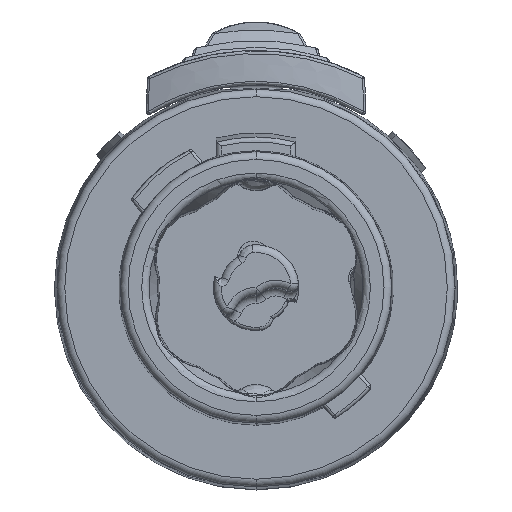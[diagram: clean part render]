
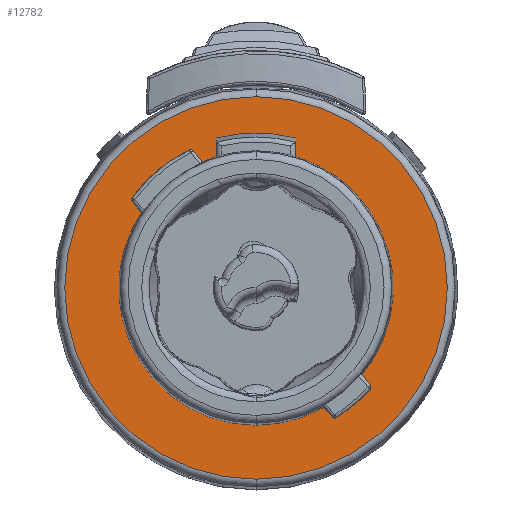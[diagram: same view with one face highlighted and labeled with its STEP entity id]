
A CAD part, top view. The second image highlights one B-rep face of the part: STEP entity #12782.
In plain terms, the highlighted planar face has unit normal (0, 0, 1).
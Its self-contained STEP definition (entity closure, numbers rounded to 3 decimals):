
#340=CARTESIAN_POINT('',(0.,0.,10.));
#341=DIRECTION('',(0.,0.,1.));
#342=DIRECTION('',(0.,1.,0.));
#343=AXIS2_PLACEMENT_3D('',#340,#341,#342);
#345=CARTESIAN_POINT('',(0.,0.,10.));
#346=DIRECTION('',(0.,0.,-1.));
#347=DIRECTION('',(0.,1.,0.));
#348=AXIS2_PLACEMENT_3D('',#345,#346,#347);
#354=DIRECTION('',(0.,1.,0.));
#355=VECTOR('',#354,1.919);
#356=CARTESIAN_POINT('',(2.55,7.75,10.));
#357=LINE('',#356,#355);
#358=DIRECTION('',(1.,0.,0.));
#359=VECTOR('',#358,0.05);
#360=CARTESIAN_POINT('',(2.55,7.75,10.));
#361=LINE('',#360,#359);
#366=DIRECTION('',(1.,0.,0.));
#367=VECTOR('',#366,0.05);
#368=CARTESIAN_POINT('',(-2.6,7.75,10.));
#369=LINE('',#368,#367);
#370=DIRECTION('',(0.,1.,0.));
#371=VECTOR('',#370,0.709);
#372=CARTESIAN_POINT('',(2.6,7.75,10.));
#373=LINE('',#372,#371);
#390=CARTESIAN_POINT('',(0.,0.,10.));
#391=DIRECTION('',(0.,0.,-1.));
#392=DIRECTION('',(0.294,0.956,0.));
#393=AXIS2_PLACEMENT_3D('',#390,#391,#392);
#475=CARTESIAN_POINT('',(0.,0.,10.));
#476=DIRECTION('',(0.,0.,-1.));
#477=DIRECTION('',(0.,-1.,0.));
#478=AXIS2_PLACEMENT_3D('',#475,#476,#477);
#720=DIRECTION('',(0.,-1.,0.));
#721=VECTOR('',#720,0.709);
#722=CARTESIAN_POINT('',(-2.6,8.459,10.));
#723=LINE('',#722,#721);
#834=DIRECTION('',(0.,-1.,0.));
#835=VECTOR('',#834,1.919);
#836=CARTESIAN_POINT('',(-2.55,9.669,10.));
#837=LINE('',#836,#835);
#838=CARTESIAN_POINT('',(0.,0.,10.));
#839=DIRECTION('',(0.,0.,1.));
#840=DIRECTION('',(0.255,0.967,0.));
#841=AXIS2_PLACEMENT_3D('',#838,#839,#840);
#11819=CARTESIAN_POINT('',(0.,12.33,10.));
#11821=VERTEX_POINT('',#11819);
#11826=CARTESIAN_POINT('',(0.,-12.33,10.));
#11827=VERTEX_POINT('',#11826);
#12193=CARTESIAN_POINT('',(2.6,8.459,10.));
#12194=CARTESIAN_POINT('',(0.,-8.849,10.));
#12195=VERTEX_POINT('',#12193);
#12196=VERTEX_POINT('',#12194);
#12197=CARTESIAN_POINT('',(-2.6,8.459,10.));
#12198=VERTEX_POINT('',#12197);
#12207=CARTESIAN_POINT('',(2.6,7.75,10.));
#12208=VERTEX_POINT('',#12207);
#12209=CARTESIAN_POINT('',(-2.6,7.75,10.));
#12210=VERTEX_POINT('',#12209);
#12350=CARTESIAN_POINT('',(2.55,7.75,10.));
#12352=VERTEX_POINT('',#12350);
#12353=CARTESIAN_POINT('',(2.55,9.669,10.));
#12354=VERTEX_POINT('',#12353);
#12356=CARTESIAN_POINT('',(-2.55,7.75,10.));
#12358=VERTEX_POINT('',#12356);
#12359=CARTESIAN_POINT('',(-2.55,9.669,10.));
#12360=VERTEX_POINT('',#12359);
#12751=CARTESIAN_POINT('',(0.,0.,10.));
#12752=DIRECTION('',(0.,0.,-1.));
#12753=DIRECTION('',(0.,-1.,0.));
#12754=AXIS2_PLACEMENT_3D('',#12751,#12752,#12753);
#12755=PLANE('',#12754);
#12757=ORIENTED_EDGE('',*,*,#12756,.F.);
#12759=ORIENTED_EDGE('',*,*,#12758,.T.);
#12760=EDGE_LOOP('',(#12757,#12759));
#12761=FACE_OUTER_BOUND('',#12760,.F.);
#12763=ORIENTED_EDGE('',*,*,#12762,.T.);
#12765=ORIENTED_EDGE('',*,*,#12764,.T.);
#12767=ORIENTED_EDGE('',*,*,#12766,.T.);
#12769=ORIENTED_EDGE('',*,*,#12768,.F.);
#12771=ORIENTED_EDGE('',*,*,#12770,.F.);
#12773=ORIENTED_EDGE('',*,*,#12772,.F.);
#12775=ORIENTED_EDGE('',*,*,#12774,.F.);
#12777=ORIENTED_EDGE('',*,*,#12776,.F.);
#12779=ORIENTED_EDGE('',*,*,#12778,.F.);
#12780=EDGE_LOOP('',(#12763,#12765,#12767,#12769,#12771,#12773,#12775,#12777,
#12779));
#12781=FACE_BOUND('',#12780,.F.);
#12782=ADVANCED_FACE('',(#12761,#12781),#12755,.F.);
#344=CIRCLE('',#343,12.33);
#349=CIRCLE('',#348,12.33);
#394=CIRCLE('',#393,8.849);
#479=CIRCLE('',#478,8.849);
#842=CIRCLE('',#841,10.);
#12756=EDGE_CURVE('',#11821,#11827,#344,.T.);
#12758=EDGE_CURVE('',#11821,#11827,#349,.T.);
#12762=EDGE_CURVE('',#12352,#12354,#357,.T.);
#12764=EDGE_CURVE('',#12354,#12360,#842,.T.);
#12766=EDGE_CURVE('',#12360,#12358,#837,.T.);
#12768=EDGE_CURVE('',#12210,#12358,#369,.T.);
#12770=EDGE_CURVE('',#12198,#12210,#723,.T.);
#12772=EDGE_CURVE('',#12196,#12198,#479,.T.);
#12774=EDGE_CURVE('',#12195,#12196,#394,.T.);
#12776=EDGE_CURVE('',#12208,#12195,#373,.T.);
#12778=EDGE_CURVE('',#12352,#12208,#361,.T.);
